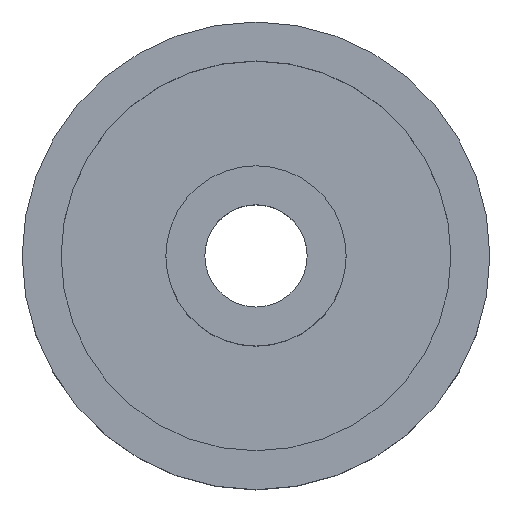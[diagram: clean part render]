
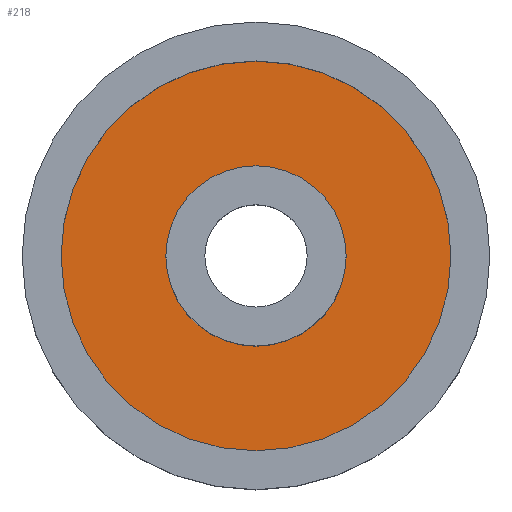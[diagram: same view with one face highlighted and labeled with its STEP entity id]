
A CAD part, top view. The second image highlights one B-rep face of the part: STEP entity #218.
In plain terms, the highlighted planar face has unit normal (0, 0, 1).
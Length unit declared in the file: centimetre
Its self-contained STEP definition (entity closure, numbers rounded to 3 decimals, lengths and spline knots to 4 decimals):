
#2 = EDGE_LOOP ( 'NONE', ( #224, #26 ) ) ;
#15 = CIRCLE ( 'NONE', #348, 19.05 ) ;
#26 = ORIENTED_EDGE ( 'NONE', *, *, #242, .F. ) ;
#33 = DIRECTION ( 'NONE',  ( 0., 0., 1. ) ) ;
#39 = AXIS2_PLACEMENT_3D ( 'NONE', #342, #112, #336 ) ;
#42 = VERTEX_POINT ( 'NONE', #208 ) ;
#55 = CIRCLE ( 'NONE', #39, 8.81 ) ;
#57 = CARTESIAN_POINT ( 'NONE',  ( 0., 0., 1.27 ) ) ;
#68 = CARTESIAN_POINT ( 'NONE',  ( -19.05, 0., 1.27 ) ) ;
#74 = FACE_OUTER_BOUND ( 'NONE', #276, .T. ) ;
#76 = CARTESIAN_POINT ( 'NONE',  ( 19.05, 0., 1.27 ) ) ;
#90 = DIRECTION ( 'NONE',  ( 1., 0., 0. ) ) ;
#97 = DIRECTION ( 'NONE',  ( 0., 0., 1. ) ) ;
#105 = CIRCLE ( 'NONE', #366, 8.81 ) ;
#112 = DIRECTION ( 'NONE',  ( 0., 0., 1. ) ) ;
#127 = DIRECTION ( 'NONE',  ( 1., 0., 0. ) ) ;
#129 = CARTESIAN_POINT ( 'NONE',  ( 8.81, 0., 1.27 ) ) ;
#143 = FACE_BOUND ( 'NONE', #2, .T. ) ;
#174 = DIRECTION ( 'NONE',  ( 0., 0., 1. ) ) ;
#193 = VERTEX_POINT ( 'NONE', #76 ) ;
#207 = ORIENTED_EDGE ( 'NONE', *, *, #220, .T. ) ;
#208 = CARTESIAN_POINT ( 'NONE',  ( -8.81, 0., 1.27 ) ) ;
#212 = CARTESIAN_POINT ( 'NONE',  ( 0., 0., 1.27 ) ) ;
#218 = ADVANCED_FACE ( 'NONE', ( #143, #74 ), #239, .T. ) ;
#220 = EDGE_CURVE ( 'NONE', #193, #378, #386, .T. ) ;
#224 = ORIENTED_EDGE ( 'NONE', *, *, #354, .F. ) ;
#239 = PLANE ( 'NONE',  #395 ) ;
#242 = EDGE_CURVE ( 'NONE', #42, #402, #55, .T. ) ;
#251 = DIRECTION ( 'NONE',  ( 1., 0., 0. ) ) ;
#276 = EDGE_LOOP ( 'NONE', ( #207, #302 ) ) ;
#278 = DIRECTION ( 'NONE',  ( 0., 0., 1. ) ) ;
#287 = CARTESIAN_POINT ( 'NONE',  ( 0., 0., 1.27 ) ) ;
#302 = ORIENTED_EDGE ( 'NONE', *, *, #353, .T. ) ;
#336 = DIRECTION ( 'NONE',  ( 1., 0., 0. ) ) ;
#342 = CARTESIAN_POINT ( 'NONE',  ( 0., 0., 1.27 ) ) ;
#348 = AXIS2_PLACEMENT_3D ( 'NONE', #212, #33, #251 ) ;
#353 = EDGE_CURVE ( 'NONE', #378, #193, #15, .T. ) ;
#354 = EDGE_CURVE ( 'NONE', #402, #42, #105, .T. ) ;
#366 = AXIS2_PLACEMENT_3D ( 'NONE', #287, #97, #127 ) ;
#369 = CARTESIAN_POINT ( 'NONE',  ( 0., 0., 1.27 ) ) ;
#375 = AXIS2_PLACEMENT_3D ( 'NONE', #369, #174, #400 ) ;
#378 = VERTEX_POINT ( 'NONE', #68 ) ;
#386 = CIRCLE ( 'NONE', #375, 19.05 ) ;
#395 = AXIS2_PLACEMENT_3D ( 'NONE', #57, #278, #90 ) ;
#400 = DIRECTION ( 'NONE',  ( 1., 0., 0. ) ) ;
#402 = VERTEX_POINT ( 'NONE', #129 ) ;
